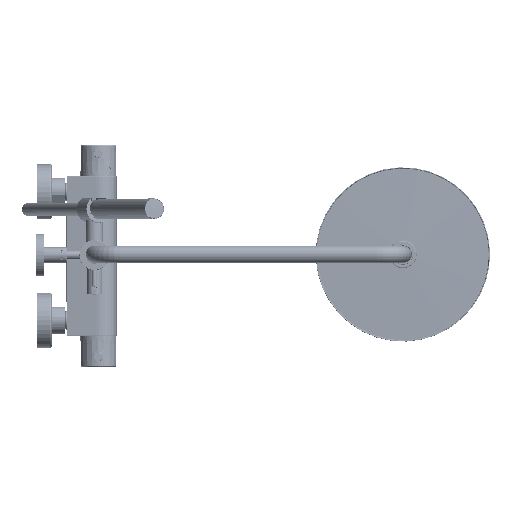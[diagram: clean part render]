
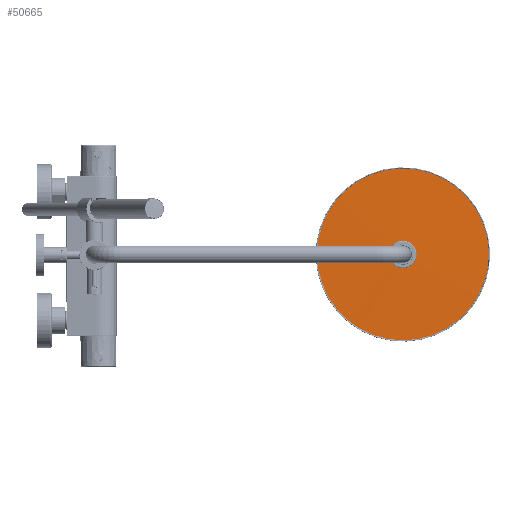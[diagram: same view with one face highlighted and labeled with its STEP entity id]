
A CAD part, top view. The second image highlights one B-rep face of the part: STEP entity #50665.
In plain terms, the highlighted spherical face has radius 3234.33 mm.
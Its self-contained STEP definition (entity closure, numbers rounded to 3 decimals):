
#192=SPHERICAL_SURFACE('',#64482,3234.333);
#12172=ORIENTED_EDGE('',*,*,#23002,.T.);
#12173=ORIENTED_EDGE('',*,*,#23003,.T.);
#23002=EDGE_CURVE('',#29316,#29316,#34102,.T.);
#23003=EDGE_CURVE('',#29317,#29317,#34103,.T.);
#29316=VERTEX_POINT('',#90459);
#29317=VERTEX_POINT('',#90461);
#34102=CIRCLE('',#64483,14.151);
#34103=CIRCLE('',#64484,100.166);
#39259=EDGE_LOOP('',(#12172));
#39260=EDGE_LOOP('',(#12173));
#45481=FACE_BOUND('',#39259,.T.);
#45482=FACE_BOUND('',#39260,.T.);
#50665=ADVANCED_FACE('',(#45481,#45482),#192,.T.);
#64482=AXIS2_PLACEMENT_3D('',#90457,#75081,#75082);
#64483=AXIS2_PLACEMENT_3D('',#90458,#75083,#75084);
#64484=AXIS2_PLACEMENT_3D('',#90460,#75085,#75086);
#75081=DIRECTION('',(0.,1.,0.));
#75082=DIRECTION('',(0.,0.,-1.));
#75083=DIRECTION('',(0.,0.,-1.));
#75084=DIRECTION('',(-1.,0.,0.));
#75085=DIRECTION('',(0.,0.,1.));
#75086=DIRECTION('',(1.,0.,0.));
#90457=CARTESIAN_POINT('',(0.,0.,
-3233.333));
#90458=CARTESIAN_POINT('',(0.,0.,0.969));
#90459=CARTESIAN_POINT('',(-14.151,0.,0.969));
#90460=CARTESIAN_POINT('',(0.,0.,-0.551));
#90461=CARTESIAN_POINT('',(100.166,0.,-0.551));
